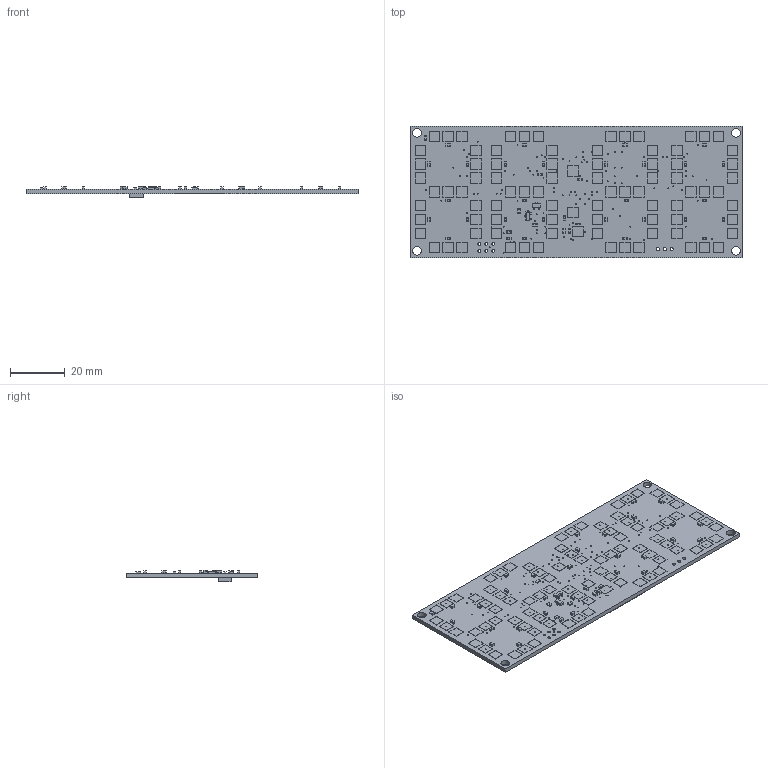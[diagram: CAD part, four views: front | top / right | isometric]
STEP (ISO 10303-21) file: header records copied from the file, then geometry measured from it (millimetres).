
FILE_DESCRIPTION(/* description */ (''),/* implementation_level */ '2;1');
FILE_NAME(/* name */ 'Neo7Segment3535 v1.step',/* time_stamp */ '2020-01-07T22:21:06-05:00',/* author */ (''),/* organization */ (''),/* preprocessor_version */ 'ST-DEVELOPER v18',/* originating_system */ 'Autodesk Translation Framework v8.12.0.6',/* authorisation */ '');
FILE_SCHEMA (('AUTOMOTIVE_DESIGN { 1 0 10303 214 3 1 1 }'));
Length unit declared in the file: millimetre
Products named in the file (10): Neo7Segment3535; PCB Component; Board; WS2812B-MINI-FIXEDWS2812MINI-FIXED; 1uf; 10k; ESP-WROOM-03; AP2112K-3.3TRG1; SOT23-BEC; MOMENTARY-SWITCH-SPST-SMD-4.5MM
Assembly tree (132 placements, depth 3):
  Neo7Segment3535
    PCB Component
      Board
      WS2812B-MINI-FIXEDWS2812MINI-FIXED  x86
      1uf  x33
      10k  x6
      ESP-WROOM-03
      AP2112K-3.3TRG1
      SOT23-BEC  x2
      MOMENTARY-SWITCH-SPST-SMD-4.5MM
Bounding box: 121.59 x 48.34 x 4.16 mm (x, y, z)
Volume: 9383.3 mm3; surface area: 16540.5 mm2
Topology: 131 solids, 131 shells, 1632 faces, 3746 edges, 2388 vertices
Faces by surface type: plane 1186, cylinder 350, sphere 96
Full cylindrical faces by diameter (mm): 0.35 x169, 1.016 x6, 1.118 x3, 3.175 x4
Entity records: 12933 total; most frequent: DIRECTION 2288, CARTESIAN_POINT 1944, ORIENTED_EDGE 1784, AXIS2_PLACEMENT_3D 916, EDGE_CURVE 892, EDGE_LOOP 704, VERTEX_POINT 572, LINE 456
